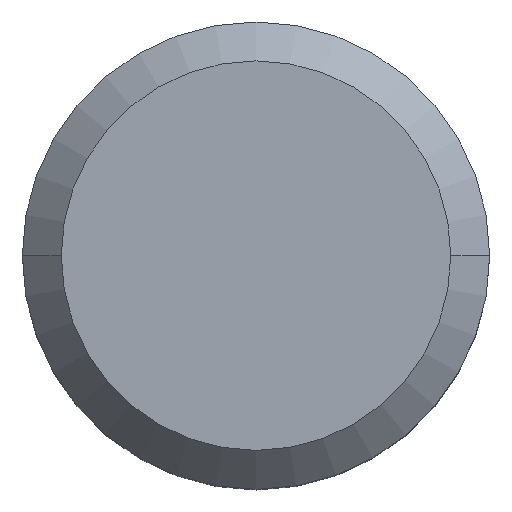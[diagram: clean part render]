
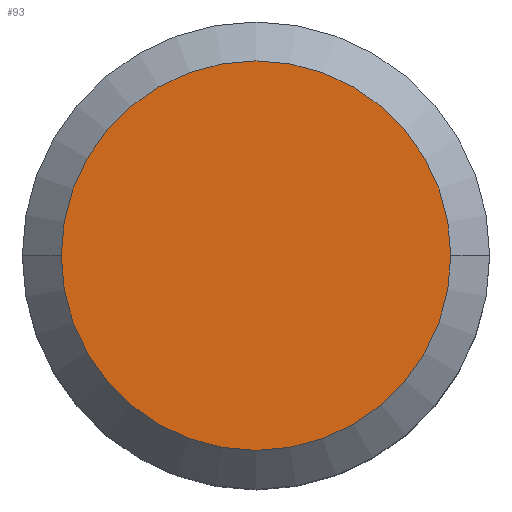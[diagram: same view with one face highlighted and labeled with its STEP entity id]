
A CAD part, top view. The second image highlights one B-rep face of the part: STEP entity #93.
In plain terms, the highlighted planar face has unit normal (0, 0, 1).
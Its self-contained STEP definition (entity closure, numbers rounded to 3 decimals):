
#93=ADVANCED_FACE('',(#199),#200,.T.);
#95=EDGE_CURVE('',#127,#135,#202,.T.);
#113=EDGE_CURVE('',#135,#127,#223,.T.);
#127=VERTEX_POINT('',#238);
#135=VERTEX_POINT('',#247);
#199=FACE_OUTER_BOUND('',#311,.T.);
#200=PLANE('',#312);
#202=CIRCLE('',#315,12.5);
#223=CIRCLE('',#343,12.5);
#238=CARTESIAN_POINT('',(-12.5,0.,25.0));
#247=CARTESIAN_POINT('',(12.5,0.,25.0));
#311=EDGE_LOOP('',(#434,#435));
#312=AXIS2_PLACEMENT_3D('',#436,#437,#438);
#315=AXIS2_PLACEMENT_3D('',#439,#440,#441);
#343=AXIS2_PLACEMENT_3D('',#467,#468,#469);
#434=ORIENTED_EDGE('',*,*,#113,.F.);
#435=ORIENTED_EDGE('',*,*,#95,.F.);
#436=CARTESIAN_POINT('',(6.25,0.,25.0));
#437=DIRECTION('',(0.0,0.,1.0));
#438=DIRECTION('',(-1.0,0.0,0.0));
#439=CARTESIAN_POINT('',(0.0,0.,25.0));
#440=DIRECTION('',(0.0,0.,-1.0));
#441=DIRECTION('',(1.0,0.0,0.0));
#467=CARTESIAN_POINT('',(0.0,0.,25.0));
#468=DIRECTION('',(0.0,0.,-1.0));
#469=DIRECTION('',(1.0,0.0,0.0));
